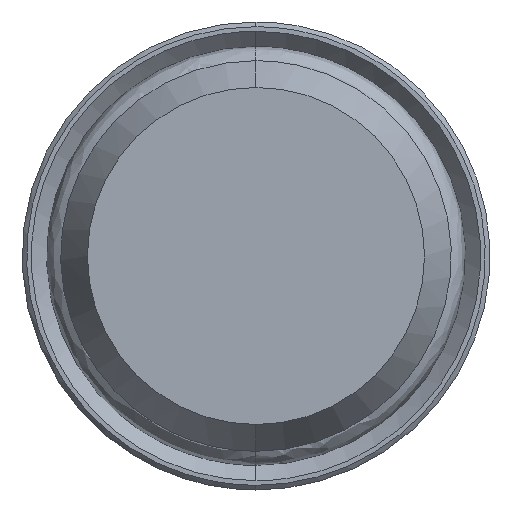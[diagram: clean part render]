
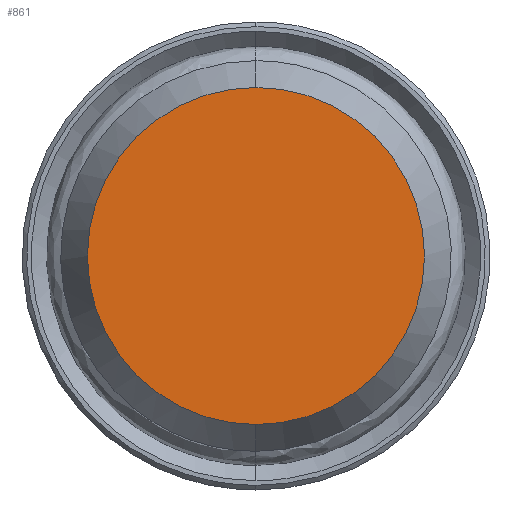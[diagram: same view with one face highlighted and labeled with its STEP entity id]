
A CAD part, front view. The second image highlights one B-rep face of the part: STEP entity #861.
In plain terms, the highlighted free-form (B-spline) face has degree [1, 1] with [2, 2] control points.
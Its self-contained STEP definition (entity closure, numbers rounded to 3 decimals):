
#106 = B_SPLINE_SURFACE_WITH_KNOTS ( 'NONE', 1, 1, ( 
 ( #2283, #312 ),
 ( #2096, #2291 ) ),
 .UNSPECIFIED., .F., .F., .F.,
 ( 2, 2 ),
 ( 2, 2 ),
 ( 0., 1. ),
 ( 0., 1. ),
 .UNSPECIFIED. ) ;
#108 = CARTESIAN_POINT ( 'NONE',  ( 0.591, 0., -9.003 ) ) ;
#132 = CARTESIAN_POINT ( 'NONE',  ( -8.715, 0., -2.336 ) ) ;
#142 = CARTESIAN_POINT ( 'NONE',  ( -1.177, 0., 8.946 ) ) ;
#149 = CARTESIAN_POINT ( 'NONE',  ( 0.591, 0., 9.003 ) ) ;
#150 = CARTESIAN_POINT ( 'NONE',  ( -5.493, 0., 7.157 ) ) ;
#161 = CARTESIAN_POINT ( 'NONE',  ( 0., 0., 9.003 ) ) ;
#189 = EDGE_CURVE ( 'NONE', #1595, #1868, #665, .T. ) ;
#303 = CARTESIAN_POINT ( 'NONE',  ( -7.157, 0., -5.493 ) ) ;
#308 = CARTESIAN_POINT ( 'NONE',  ( 5.493, 0., -7.157 ) ) ;
#309 = CARTESIAN_POINT ( 'NONE',  ( -8.715, 0., 2.336 ) ) ;
#312 = CARTESIAN_POINT ( 'NONE',  ( 9.111, 0., 9.111 ) ) ;
#319 = CARTESIAN_POINT ( 'NONE',  ( -7.157, 0., 5.493 ) ) ;
#325 = CARTESIAN_POINT ( 'NONE',  ( -8.092, 0., -3.992 ) ) ;
#334 = CARTESIAN_POINT ( 'NONE',  ( 0., 0., -9.003 ) ) ;
#341 = CARTESIAN_POINT ( 'NONE',  ( 9.003, 0., -0.591 ) ) ;
#367 = ORIENTED_EDGE ( 'NONE', *, *, #2154, .T. ) ;
#377 = B_SPLINE_CURVE_WITH_KNOTS ( 'NONE', 3,
 ( #567, #108, #858, #1052, #1592, #1926, #1215, #308, #1914, #2085, #1042, #2278, #707, #1396, #513, #1777, #341, #1221, #1583, #1027, #1034, #1558, #699, #1786, #1375, #687, #2093, #1932, #1391, #1753, #2271, #879, #149, #161 ),
 .UNSPECIFIED., .F., .F.,
 ( 4, 2, 2, 2, 2, 2, 2, 2, 2, 2, 2, 2, 2, 2, 2, 2, 4 ),
 ( 0., 0.196, 0.393, 0.589, 0.785, 0.982, 1.178, 1.374, 1.571, 1.767, 1.963, 2.16, 2.356, 2.553, 2.749, 2.945, 3.142 ),
 .UNSPECIFIED. ) ;
#492 = CARTESIAN_POINT ( 'NONE',  ( -2.899, 0., -8.544 ) ) ;
#513 = CARTESIAN_POINT ( 'NONE',  ( 8.715, 0., -2.336 ) ) ;
#514 = CARTESIAN_POINT ( 'NONE',  ( -6.784, 0., -5.948 ) ) ;
#567 = CARTESIAN_POINT ( 'NONE',  ( 0., 0., -9.003 ) ) ;
#665 = B_SPLINE_CURVE_WITH_KNOTS ( 'NONE', 3,
 ( #1195, #1205, #142, #1754, #1568, #2086, #1376, #150, #1035, #1384, #319, #2074, #1747, #1012, #309, #679, #2249, #1764, #1187, #132, #1179, #325, #1577, #303, #514, #1551, #1769, #695, #1927, #492, #1222, #1584, #714, #334 ),
 .UNSPECIFIED., .F., .F.,
 ( 4, 2, 2, 2, 2, 2, 2, 2, 2, 2, 2, 2, 2, 2, 2, 2, 4 ),
 ( 0., 0.196, 0.393, 0.589, 0.785, 0.982, 1.178, 1.374, 1.571, 1.767, 1.963, 2.16, 2.356, 2.553, 2.749, 2.945, 3.142 ),
 .UNSPECIFIED. ) ;
#679 = CARTESIAN_POINT ( 'NONE',  ( -8.946, 0., 1.177 ) ) ;
#687 = CARTESIAN_POINT ( 'NONE',  ( 5.948, 0., 6.784 ) ) ;
#693 = EDGE_LOOP ( 'NONE', ( #1972, #367 ) ) ;
#695 = CARTESIAN_POINT ( 'NONE',  ( -4.51, 0., -7.814 ) ) ;
#699 = CARTESIAN_POINT ( 'NONE',  ( 7.814, 0., 4.51 ) ) ;
#707 = CARTESIAN_POINT ( 'NONE',  ( 8.092, 0., -3.992 ) ) ;
#714 = CARTESIAN_POINT ( 'NONE',  ( -0.591, 0., -9.003 ) ) ;
#858 = CARTESIAN_POINT ( 'NONE',  ( 1.177, 0., -8.946 ) ) ;
#861 = ADVANCED_FACE ( 'NONE', ( #2302 ), #106, .T. ) ;
#879 = CARTESIAN_POINT ( 'NONE',  ( 1.177, 0., 8.946 ) ) ;
#1012 = CARTESIAN_POINT ( 'NONE',  ( -8.544, 0., 2.899 ) ) ;
#1027 = CARTESIAN_POINT ( 'NONE',  ( 8.715, 0., 2.336 ) ) ;
#1034 = CARTESIAN_POINT ( 'NONE',  ( 8.544, 0., 2.899 ) ) ;
#1035 = CARTESIAN_POINT ( 'NONE',  ( -5.948, 0., 6.784 ) ) ;
#1042 = CARTESIAN_POINT ( 'NONE',  ( 7.157, 0., -5.493 ) ) ;
#1052 = CARTESIAN_POINT ( 'NONE',  ( 2.336, 0., -8.715 ) ) ;
#1087 = CARTESIAN_POINT ( 'NONE',  ( 0., 0., -9.003 ) ) ;
#1179 = CARTESIAN_POINT ( 'NONE',  ( -8.544, 0., -2.899 ) ) ;
#1187 = CARTESIAN_POINT ( 'NONE',  ( -8.946, 0., -1.177 ) ) ;
#1195 = CARTESIAN_POINT ( 'NONE',  ( 0., 0., 9.003 ) ) ;
#1205 = CARTESIAN_POINT ( 'NONE',  ( -0.591, 0., 9.003 ) ) ;
#1215 = CARTESIAN_POINT ( 'NONE',  ( 4.51, 0., -7.814 ) ) ;
#1221 = CARTESIAN_POINT ( 'NONE',  ( 9.003, 0., 0.591 ) ) ;
#1222 = CARTESIAN_POINT ( 'NONE',  ( -2.336, 0., -8.715 ) ) ;
#1375 = CARTESIAN_POINT ( 'NONE',  ( 6.784, 0., 5.948 ) ) ;
#1376 = CARTESIAN_POINT ( 'NONE',  ( -4.51, 0., 7.814 ) ) ;
#1384 = CARTESIAN_POINT ( 'NONE',  ( -6.784, 0., 5.948 ) ) ;
#1391 = CARTESIAN_POINT ( 'NONE',  ( 3.992, 0., 8.092 ) ) ;
#1396 = CARTESIAN_POINT ( 'NONE',  ( 8.544, 0., -2.899 ) ) ;
#1551 = CARTESIAN_POINT ( 'NONE',  ( -5.948, 0., -6.784 ) ) ;
#1558 = CARTESIAN_POINT ( 'NONE',  ( 8.092, 0., 3.992 ) ) ;
#1568 = CARTESIAN_POINT ( 'NONE',  ( -2.899, 0., 8.544 ) ) ;
#1577 = CARTESIAN_POINT ( 'NONE',  ( -7.814, 0., -4.51 ) ) ;
#1583 = CARTESIAN_POINT ( 'NONE',  ( 8.946, 0., 1.177 ) ) ;
#1584 = CARTESIAN_POINT ( 'NONE',  ( -1.177, 0., -8.946 ) ) ;
#1592 = CARTESIAN_POINT ( 'NONE',  ( 2.899, 0., -8.544 ) ) ;
#1595 = VERTEX_POINT ( 'NONE', #1700 ) ;
#1700 = CARTESIAN_POINT ( 'NONE',  ( 0., 0., 9.003 ) ) ;
#1747 = CARTESIAN_POINT ( 'NONE',  ( -8.092, 0., 3.992 ) ) ;
#1753 = CARTESIAN_POINT ( 'NONE',  ( 2.899, 0., 8.544 ) ) ;
#1754 = CARTESIAN_POINT ( 'NONE',  ( -2.336, 0., 8.715 ) ) ;
#1764 = CARTESIAN_POINT ( 'NONE',  ( -9.003, 0., -0.591 ) ) ;
#1769 = CARTESIAN_POINT ( 'NONE',  ( -5.493, 0., -7.157 ) ) ;
#1777 = CARTESIAN_POINT ( 'NONE',  ( 8.946, 0., -1.177 ) ) ;
#1786 = CARTESIAN_POINT ( 'NONE',  ( 7.157, 0., 5.493 ) ) ;
#1868 = VERTEX_POINT ( 'NONE', #1087 ) ;
#1914 = CARTESIAN_POINT ( 'NONE',  ( 5.948, 0., -6.784 ) ) ;
#1926 = CARTESIAN_POINT ( 'NONE',  ( 3.992, 0., -8.092 ) ) ;
#1927 = CARTESIAN_POINT ( 'NONE',  ( -3.992, 0., -8.092 ) ) ;
#1932 = CARTESIAN_POINT ( 'NONE',  ( 4.51, 0., 7.814 ) ) ;
#1972 = ORIENTED_EDGE ( 'NONE', *, *, #189, .T. ) ;
#2074 = CARTESIAN_POINT ( 'NONE',  ( -7.814, 0., 4.51 ) ) ;
#2085 = CARTESIAN_POINT ( 'NONE',  ( 6.784, 0., -5.948 ) ) ;
#2086 = CARTESIAN_POINT ( 'NONE',  ( -3.992, 0., 8.092 ) ) ;
#2093 = CARTESIAN_POINT ( 'NONE',  ( 5.493, 0., 7.157 ) ) ;
#2096 = CARTESIAN_POINT ( 'NONE',  ( -9.111, 0., -9.111 ) ) ;
#2154 = EDGE_CURVE ( 'NONE', #1868, #1595, #377, .T. ) ;
#2249 = CARTESIAN_POINT ( 'NONE',  ( -9.003, 0., 0.591 ) ) ;
#2271 = CARTESIAN_POINT ( 'NONE',  ( 2.336, 0., 8.715 ) ) ;
#2278 = CARTESIAN_POINT ( 'NONE',  ( 7.814, 0., -4.51 ) ) ;
#2283 = CARTESIAN_POINT ( 'NONE',  ( -9.111, 0., 9.111 ) ) ;
#2291 = CARTESIAN_POINT ( 'NONE',  ( 9.111, 0., -9.111 ) ) ;
#2302 = FACE_OUTER_BOUND ( 'NONE', #693, .T. ) ;
